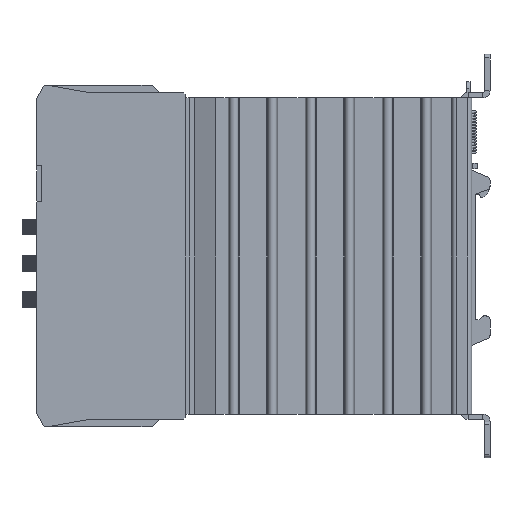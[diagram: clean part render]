
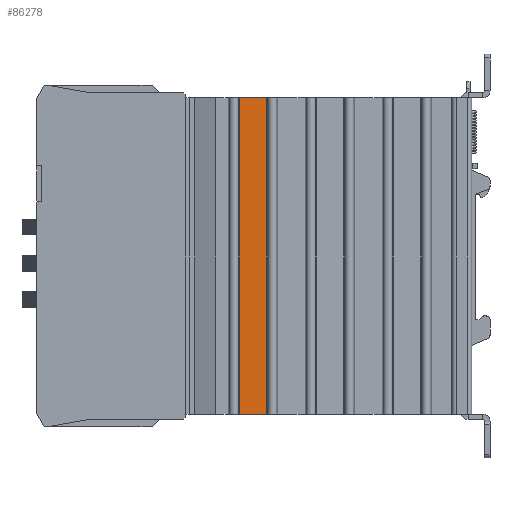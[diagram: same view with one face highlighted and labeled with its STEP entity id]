
A CAD part, left-side view. The second image highlights one B-rep face of the part: STEP entity #86278.
In plain terms, the highlighted face is planar.
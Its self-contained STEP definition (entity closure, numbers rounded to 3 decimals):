
#318 = CARTESIAN_POINT ( 'NONE',  ( -5.674, 87., -54.028 ) ) ;
#1030 = EDGE_CURVE ( 'NONE', #19290, #112693, #53587, .T. ) ;
#5332 = CARTESIAN_POINT ( 'NONE',  ( -5.674, 0., -54.028 ) ) ;
#8558 = ORIENTED_EDGE ( 'NONE', *, *, #63317, .F. ) ;
#12950 = PLANE ( 'NONE',  #90094 ) ;
#13386 = VECTOR ( 'NONE', #62635, 1000. ) ;
#14047 = LINE ( 'NONE', #111383, #93158 ) ;
#15761 = CARTESIAN_POINT ( 'NONE',  ( -5.674, 0., -54.028 ) ) ;
#17485 = CARTESIAN_POINT ( 'NONE',  ( -5.41, 0., -46.477 ) ) ;
#19290 = VERTEX_POINT ( 'NONE', #5332 ) ;
#23104 = VERTEX_POINT ( 'NONE', #149817 ) ;
#29964 = DIRECTION ( 'NONE',  ( 0.035, 0., 0.999 ) ) ;
#39434 = CARTESIAN_POINT ( 'NONE',  ( -5.674, 87., -54.028 ) ) ;
#45430 = LINE ( 'NONE', #63232, #13386 ) ;
#53587 = LINE ( 'NONE', #15761, #100792 ) ;
#58260 = EDGE_CURVE ( 'NONE', #127072, #19290, #45430, .T. ) ;
#62635 = DIRECTION ( 'NONE',  ( 0., -1., 0. ) ) ;
#63232 = CARTESIAN_POINT ( 'NONE',  ( -5.674, 87., -54.028 ) ) ;
#63317 = EDGE_CURVE ( 'NONE', #127072, #23104, #14047, .T. ) ;
#65354 = VECTOR ( 'NONE', #107651, 1000. ) ;
#69679 = LINE ( 'NONE', #176123, #65354 ) ;
#86278 = ADVANCED_FACE ( 'NONE', ( #97114 ), #12950, .F. ) ;
#90094 = AXIS2_PLACEMENT_3D ( 'NONE', #318, #96097, #122481 ) ;
#93158 = VECTOR ( 'NONE', #29964, 1000. ) ;
#96097 = DIRECTION ( 'NONE',  ( 0.999, 0., -0.035 ) ) ;
#97114 = FACE_OUTER_BOUND ( 'NONE', #154374, .T. ) ;
#100792 = VECTOR ( 'NONE', #109128, 1000. ) ;
#107651 = DIRECTION ( 'NONE',  ( 0., -1., 0. ) ) ;
#109128 = DIRECTION ( 'NONE',  ( 0.035, 0., 0.999 ) ) ;
#111383 = CARTESIAN_POINT ( 'NONE',  ( -5.674, 87., -54.028 ) ) ;
#112693 = VERTEX_POINT ( 'NONE', #17485 ) ;
#122266 = ORIENTED_EDGE ( 'NONE', *, *, #1030, .T. ) ;
#122481 = DIRECTION ( 'NONE',  ( -0.035, 0., -0.999 ) ) ;
#122894 = ORIENTED_EDGE ( 'NONE', *, *, #58260, .T. ) ;
#127072 = VERTEX_POINT ( 'NONE', #39434 ) ;
#146657 = ORIENTED_EDGE ( 'NONE', *, *, #150376, .F. ) ;
#149817 = CARTESIAN_POINT ( 'NONE',  ( -5.41, 87., -46.477 ) ) ;
#150376 = EDGE_CURVE ( 'NONE', #23104, #112693, #69679, .T. ) ;
#154374 = EDGE_LOOP ( 'NONE', ( #122266, #146657, #8558, #122894 ) ) ;
#176123 = CARTESIAN_POINT ( 'NONE',  ( -5.41, 87., -46.477 ) ) ;
